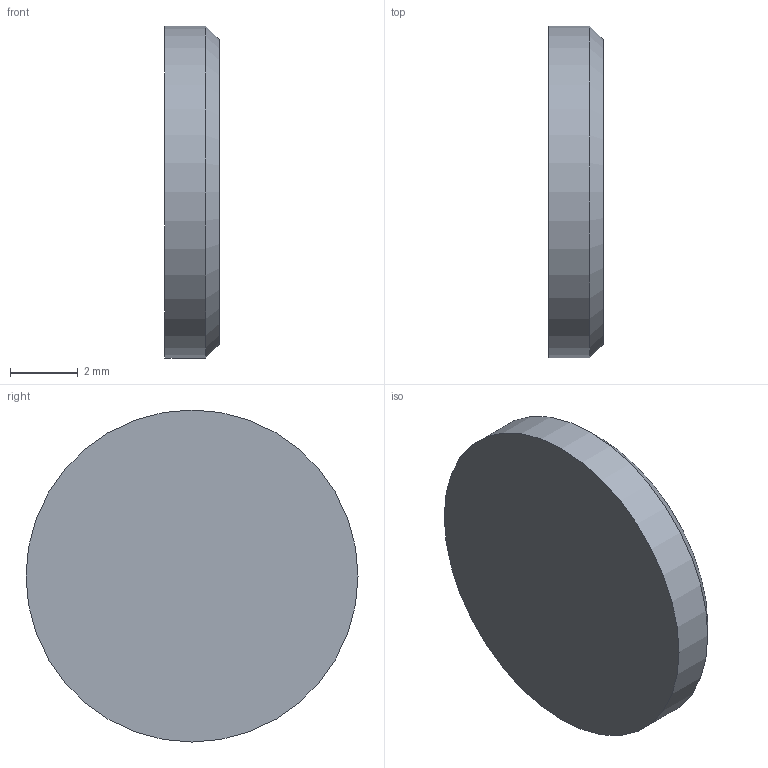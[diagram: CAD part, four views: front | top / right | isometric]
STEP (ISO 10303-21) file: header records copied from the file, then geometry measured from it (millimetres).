
FILE_DESCRIPTION(/* description */ (''),/* implementation_level */ '2;1');
FILE_NAME(/* name */ 'fan_housing_screw_access_plug.step',/* time_stamp */ '2025-06-19T09:57:01-04:00',/* author */ (''),/* organization */ (''),/* preprocessor_version */ 'ST-DEVELOPER v20.1',/* originating_system */ 'Autodesk Translation Framework v14.10.0.0',/* authorisation */ '');
FILE_SCHEMA (('AUTOMOTIVE_DESIGN { 1 0 10303 214 3 1 1 }'));
Length unit declared in the file: millimetre
Products named in the file (1): Fan Housing Access Plug
Bounding box: 1.6 x 9.8 x 9.8 mm (x, y, z)
Volume: 118.3 mm3; surface area: 192.7 mm2
Topology: 1 solids, 1 shells, 4 faces, 5 edges, 3 vertices
Faces by surface type: plane 2, cone 1, cylinder 1
Full cylindrical faces by diameter (mm): 9.8 x1
Entity records: 124 total; most frequent: DIRECTION 18, CARTESIAN_POINT 13, ORIENTED_EDGE 10, AXIS2_PLACEMENT_3D 8, EDGE_CURVE 5, FACE_OUTER_BOUND 4, EDGE_LOOP 4, ADVANCED_FACE 4
